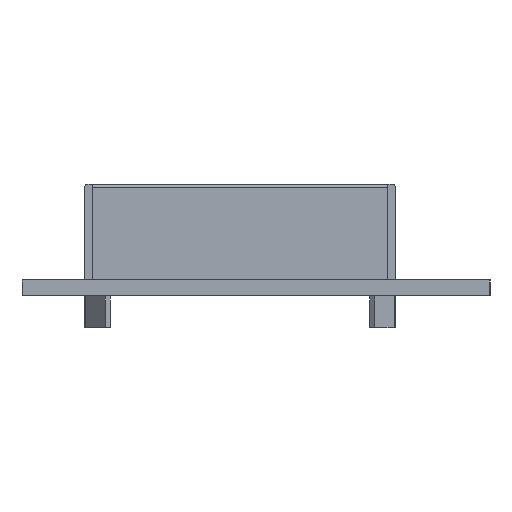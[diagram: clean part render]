
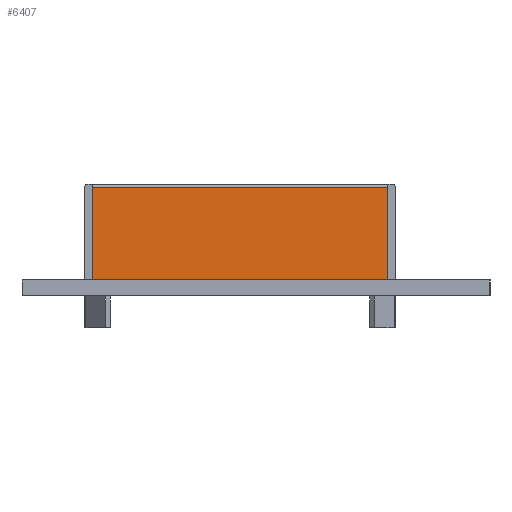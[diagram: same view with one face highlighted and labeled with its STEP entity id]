
A CAD part, left-side view. The second image highlights one B-rep face of the part: STEP entity #6407.
In plain terms, the highlighted planar face has unit normal (-1, 0, 0).
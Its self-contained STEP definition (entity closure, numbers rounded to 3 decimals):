
#40 = CARTESIAN_POINT ( 'NONE',  ( 7.9, 4.1, 1.5 ) ) ;
#99 = CARTESIAN_POINT ( 'NONE',  ( 7.9, 31.9, 10.2 ) ) ;
#241 = LINE ( 'NONE', #3757, #1615 ) ;
#312 = VECTOR ( 'NONE', #2064, 1000. ) ;
#624 = ORIENTED_EDGE ( 'NONE', *, *, #7131, .F. ) ;
#1125 = DIRECTION ( 'NONE',  ( 0., -1., 0. ) ) ;
#1450 = FACE_OUTER_BOUND ( 'NONE', #6125, .T. ) ;
#1561 = VERTEX_POINT ( 'NONE', #40 ) ;
#1615 = VECTOR ( 'NONE', #4402, 1000. ) ;
#1801 = CARTESIAN_POINT ( 'NONE',  ( 7.9, 4.1, 1.5 ) ) ;
#1974 = LINE ( 'NONE', #6688, #312 ) ;
#2064 = DIRECTION ( 'NONE',  ( 0., 0., -1. ) ) ;
#2100 = DIRECTION ( 'NONE',  ( 0., 1., 0. ) ) ;
#2292 = LINE ( 'NONE', #4979, #5004 ) ;
#2502 = EDGE_CURVE ( 'NONE', #4076, #6851, #2292, .T. ) ;
#3757 = CARTESIAN_POINT ( 'NONE',  ( 7.9, 31.9, 10.5 ) ) ;
#3835 = EDGE_CURVE ( 'NONE', #7456, #1561, #5375, .T. ) ;
#3972 = ORIENTED_EDGE ( 'NONE', *, *, #3835, .T. ) ;
#3986 = AXIS2_PLACEMENT_3D ( 'NONE', #7140, #5969, #4833 ) ;
#4076 = VERTEX_POINT ( 'NONE', #5124 ) ;
#4249 = PLANE ( 'NONE',  #3986 ) ;
#4267 = ORIENTED_EDGE ( 'NONE', *, *, #2502, .T. ) ;
#4402 = DIRECTION ( 'NONE',  ( 0., 0., -1. ) ) ;
#4833 = DIRECTION ( 'NONE',  ( 0., 0., -1. ) ) ;
#4979 = CARTESIAN_POINT ( 'NONE',  ( 7.9, 4.1, 10.2 ) ) ;
#5004 = VECTOR ( 'NONE', #2100, 1000. ) ;
#5124 = CARTESIAN_POINT ( 'NONE',  ( 7.9, 4.1, 10.2 ) ) ;
#5375 = LINE ( 'NONE', #1801, #5558 ) ;
#5558 = VECTOR ( 'NONE', #1125, 1000. ) ;
#5698 = CARTESIAN_POINT ( 'NONE',  ( 7.9, 31.9, 1.5 ) ) ;
#5969 = DIRECTION ( 'NONE',  ( 1., 0., 0. ) ) ;
#6125 = EDGE_LOOP ( 'NONE', ( #624, #4267, #7457, #3972 ) ) ;
#6407 = ADVANCED_FACE ( 'NONE', ( #1450 ), #4249, .F. ) ;
#6498 = EDGE_CURVE ( 'NONE', #6851, #7456, #241, .T. ) ;
#6688 = CARTESIAN_POINT ( 'NONE',  ( 7.9, 4.1, 10.5 ) ) ;
#6851 = VERTEX_POINT ( 'NONE', #99 ) ;
#7131 = EDGE_CURVE ( 'NONE', #4076, #1561, #1974, .T. ) ;
#7140 = CARTESIAN_POINT ( 'NONE',  ( 7.9, 4.1, 10.5 ) ) ;
#7456 = VERTEX_POINT ( 'NONE', #5698 ) ;
#7457 = ORIENTED_EDGE ( 'NONE', *, *, #6498, .T. ) ;
